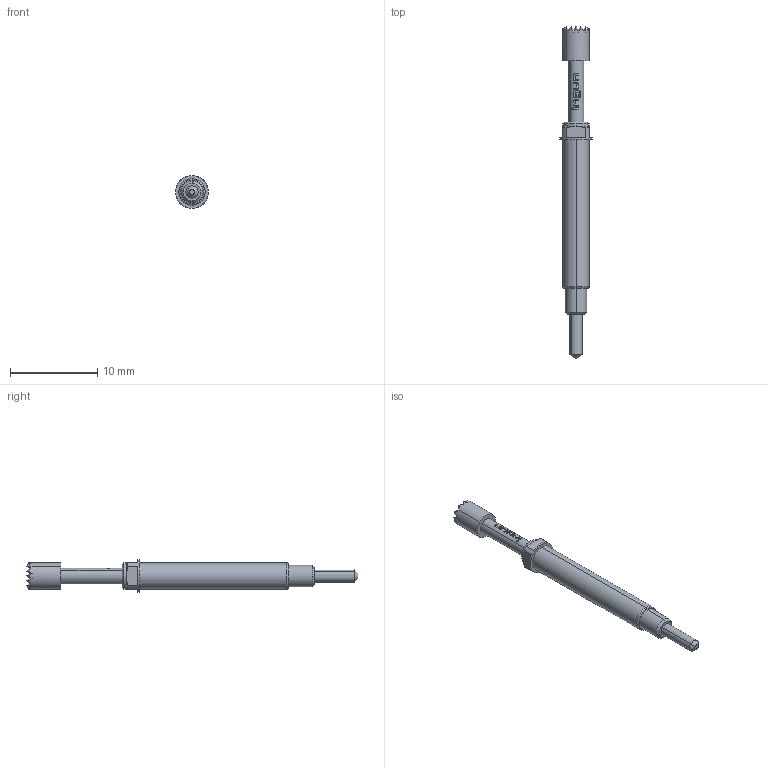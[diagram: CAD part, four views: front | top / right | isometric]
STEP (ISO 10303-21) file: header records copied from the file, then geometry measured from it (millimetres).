
FILE_DESCRIPTION (( 'STEP AP203' ), '1' );
FILE_NAME ('INGUN_GKS-503_306_300_R_xx02_M.STEP', '2020-07-16T15:39:42', ( '' ), ( '' ), 'SwSTEP 2.0', 'SolidWorks 2018', '' );
FILE_SCHEMA (( 'CONFIG_CONTROL_DESIGN' ));
Length unit declared in the file: millimetre
Products named in the file (1): INGUN_GKS-503_306_300_R_xx02_M
Bounding box: 3.75 x 38 x 3.75 mm (x, y, z)
Volume: 201.7 mm3; surface area: 333.6 mm2
Topology: 1 solids, 1 shells, 162 faces, 378 edges, 229 vertices
Faces by surface type: plane 86, bspline 46, cylinder 20, cone 8, torus 2
Entity records: 5607 total; most frequent: CARTESIAN_POINT 2444, ORIENTED_EDGE 756, DIRECTION 432, EDGE_CURVE 378, VERTEX_POINT 229, B_SPLINE_CURVE_WITH_KNOTS 192, EDGE_LOOP 173, ADVANCED_FACE 162
